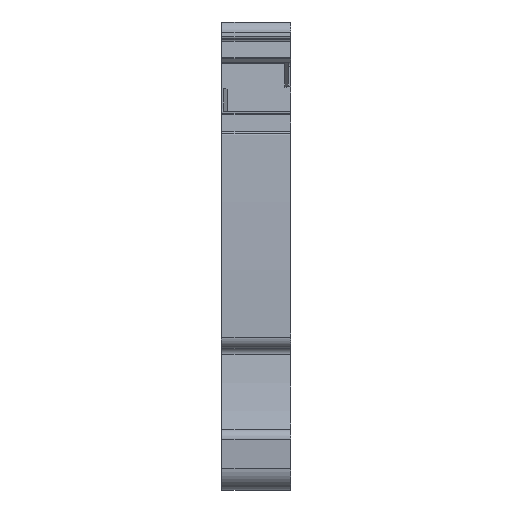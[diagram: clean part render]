
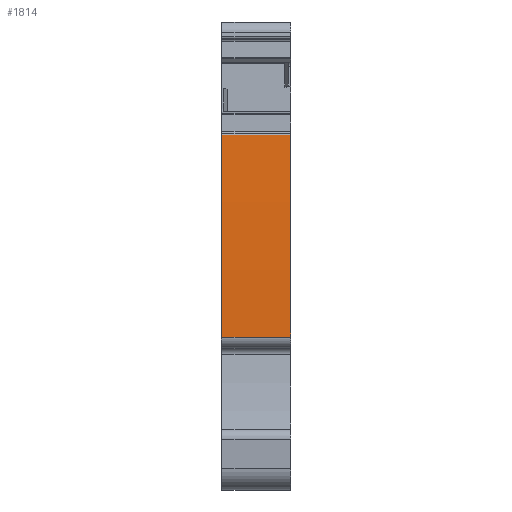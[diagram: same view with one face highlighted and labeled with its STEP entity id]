
A CAD part, front view. The second image highlights one B-rep face of the part: STEP entity #1814.
In plain terms, the highlighted cylindrical face has radius 248.5 mm (diameter 497 mm), a partial arc.
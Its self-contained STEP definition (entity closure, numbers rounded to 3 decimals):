
#1126=AXIS2_PLACEMENT_3D('Cylinder Axis2P3D',#1123,#1124,#1125) ;
#1800=AXIS2_PLACEMENT_3D('Circle Axis2P3D',#1798,#1799,$) ;
#1805=AXIS2_PLACEMENT_3D('Circle Axis2P3D',#1803,#1804,$) ;
#1123=CARTESIAN_POINT('Axis2P3D Location',(3.05,249.997,17.05)) ;
#1755=CARTESIAN_POINT('Line Origine',(3.05,1.897,31.153)) ;
#1759=CARTESIAN_POINT('Vertex',(0.05,1.897,31.153)) ;
#1761=CARTESIAN_POINT('Vertex',(6.1,1.897,31.153)) ;
#1789=CARTESIAN_POINT('Line Origine',(3.05,1.523,13.435)) ;
#1793=CARTESIAN_POINT('Vertex',(0.05,1.523,13.435)) ;
#1795=CARTESIAN_POINT('Vertex',(6.1,1.523,13.435)) ;
#1798=CARTESIAN_POINT('Axis2P3D Location',(6.1,249.997,17.05)) ;
#1803=CARTESIAN_POINT('Axis2P3D Location',(0.05,249.997,17.05)) ;
#1124=DIRECTION('Axis2P3D Direction',(1.,0.,0.)) ;
#1125=DIRECTION('Axis2P3D XDirection',(0.,-0.996,0.093)) ;
#1756=DIRECTION('Vector Direction',(1.,0.,0.)) ;
#1790=DIRECTION('Vector Direction',(1.,0.,0.)) ;
#1799=DIRECTION('Axis2P3D Direction',(1.,0.,0.)) ;
#1804=DIRECTION('Axis2P3D Direction',(1.,0.,0.)) ;
#1757=VECTOR('Line Direction',#1756,1.) ;
#1791=VECTOR('Line Direction',#1790,1.) ;
#1809=ORIENTED_EDGE('',*,*,#1797,.T.) ;
#1810=ORIENTED_EDGE('',*,*,#1802,.F.) ;
#1811=ORIENTED_EDGE('',*,*,#1763,.F.) ;
#1812=ORIENTED_EDGE('',*,*,#1807,.F.) ;
#1814=ADVANCED_FACE('MLD',(#1813),#1127,.T.) ;
#1801=CIRCLE('generated circle',#1800,248.5) ;
#1806=CIRCLE('generated circle',#1805,248.5) ;
#1127=CYLINDRICAL_SURFACE('generated cylinder',#1126,248.5) ;
#1763=EDGE_CURVE('',#1760,#1762,#1758,.T.) ;
#1797=EDGE_CURVE('',#1794,#1796,#1792,.T.) ;
#1802=EDGE_CURVE('',#1762,#1796,#1801,.T.) ;
#1807=EDGE_CURVE('',#1794,#1760,#1806,.F.) ;
#1808=EDGE_LOOP('',(#1809,#1810,#1811,#1812)) ;
#1813=FACE_OUTER_BOUND('',#1808,.T.) ;
#1758=LINE('Line',#1755,#1757) ;
#1792=LINE('Line',#1789,#1791) ;
#1760=VERTEX_POINT('',#1759) ;
#1762=VERTEX_POINT('',#1761) ;
#1794=VERTEX_POINT('',#1793) ;
#1796=VERTEX_POINT('',#1795) ;
